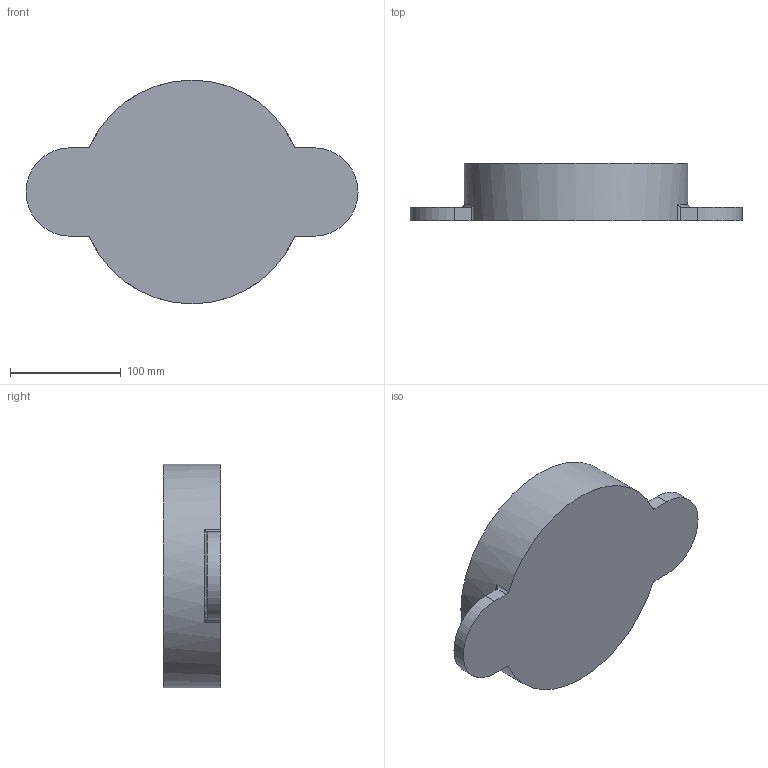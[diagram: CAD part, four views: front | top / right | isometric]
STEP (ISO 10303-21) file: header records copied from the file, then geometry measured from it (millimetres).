
FILE_DESCRIPTION( ( 'STEP Version 203' ), '1' );
FILE_NAME( 'Schalung3_Boden.stp', '02/19/20 14:54:46', ( 'Solass' ), ( ' ' ), 'PSStep 21.0.47', 'DesignModeler STEP Output', ' ' );
FILE_SCHEMA( ( 'CONFIG_CONTROL_DESIGN' ) );
Length unit declared in the file: metre
Products named in the file (1): 1
Bounding box: 300 x 52 x 202.2 mm (x, y, z)
Volume: 709806.9 mm3; surface area: 135556.9 mm2
Topology: 1 solids, 1 shells, 19 faces, 48 edges, 32 vertices
Faces by surface type: plane 9, cylinder 8, torus 2
Full cylindrical faces by diameter (mm): 182.2 x1, 202.2 x1
Entity records: 660 total; most frequent: CARTESIAN_POINT 168, DIRECTION 94, ORIENTED_EDGE 90, EDGE_CURVE 45, AXIS2_PLACEMENT_3D 37, VERTEX_POINT 31, EDGE_LOOP 22, FACE_OUTER_BOUND 21
